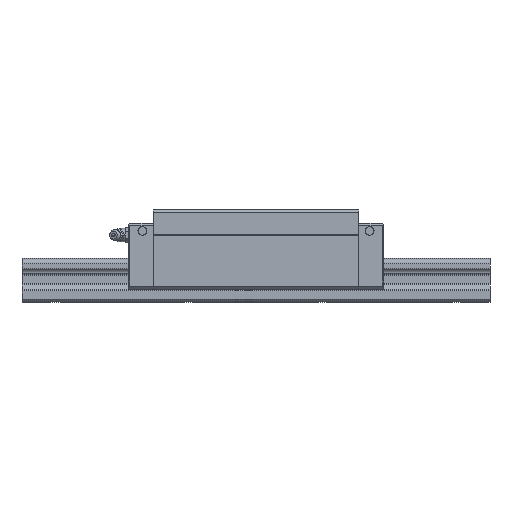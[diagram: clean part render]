
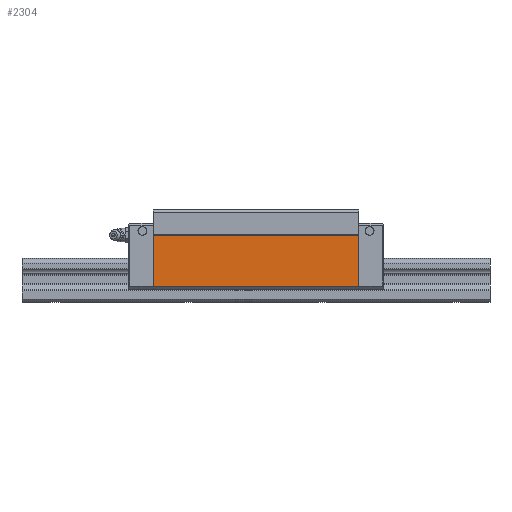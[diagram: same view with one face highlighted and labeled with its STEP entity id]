
A CAD part, top view. The second image highlights one B-rep face of the part: STEP entity #2304.
In plain terms, the highlighted planar face has unit normal (0, 0, 1).
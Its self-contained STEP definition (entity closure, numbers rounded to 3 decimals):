
#1780 = VERTEX_POINT( '', #4588 );
#2304 = ADVANCED_FACE( '', ( #5157 ), #5158, .T. );
#2330 = EDGE_CURVE( '', #2494, #2600, #5186, .T. );
#2476 = EDGE_CURVE( '', #2518, #1780, #5351, .T. );
#2494 = VERTEX_POINT( '', #5370 );
#2518 = VERTEX_POINT( '', #5395 );
#2600 = VERTEX_POINT( '', #5480 );
#3112 = EDGE_CURVE( '', #2494, #2518, #6065, .T. );
#3200 = EDGE_CURVE( '', #2600, #1780, #6165, .T. );
#4588 = CARTESIAN_POINT( '', ( 58.5, 9., 34.5 ) );
#5157 = FACE_OUTER_BOUND( '', #8744, .T. );
#5158 = PLANE( '', #8745 );
#5186 = LINE( '', #8789, #8790 );
#5351 = LINE( '', #9016, #9017 );
#5370 = CARTESIAN_POINT( '', ( 181.5, 39.8, 34.5 ) );
#5395 = CARTESIAN_POINT( '', ( 58.5, 39.8, 34.5 ) );
#5480 = CARTESIAN_POINT( '', ( 181.5, 9., 34.5 ) );
#6065 = LINE( '', #10020, #10021 );
#6165 = LINE( '', #10157, #10158 );
#8744 = EDGE_LOOP( '', ( #12731, #12732, #12733, #12734 ) );
#8745 = AXIS2_PLACEMENT_3D( '', #12735, #12736, #12737 );
#8789 = CARTESIAN_POINT( '', ( 181.5, 39.8, 34.5 ) );
#8790 = VECTOR( '', #12759, 1. );
#9016 = CARTESIAN_POINT( '', ( 58.5, 39.8, 34.5 ) );
#9017 = VECTOR( '', #13050, 1. );
#10020 = CARTESIAN_POINT( '', ( 181.5, 39.8, 34.5 ) );
#10021 = VECTOR( '', #13930, 1. );
#10157 = CARTESIAN_POINT( '', ( 181.5, 9., 34.5 ) );
#10158 = VECTOR( '', #14139, 1. );
#12731 = ORIENTED_EDGE( '', *, *, #2476, .T. );
#12732 = ORIENTED_EDGE( '', *, *, #3200, .F. );
#12733 = ORIENTED_EDGE( '', *, *, #2330, .F. );
#12734 = ORIENTED_EDGE( '', *, *, #3112, .T. );
#12735 = CARTESIAN_POINT( '', ( 181.5, 39.8, 34.5 ) );
#12736 = DIRECTION( '', ( 0., 0., 1. ) );
#12737 = DIRECTION( '', ( 0., 1., 0. ) );
#12759 = DIRECTION( '', ( 0., -1., 0. ) );
#13050 = DIRECTION( '', ( 0., -1., 0. ) );
#13930 = DIRECTION( '', ( -1., 0., 0. ) );
#14139 = DIRECTION( '', ( -1., 0., 0. ) );
